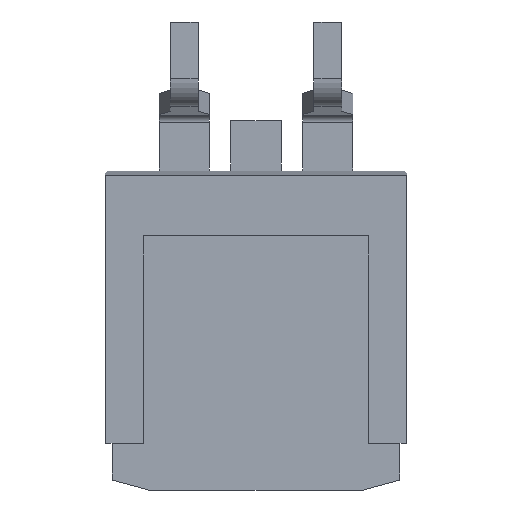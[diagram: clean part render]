
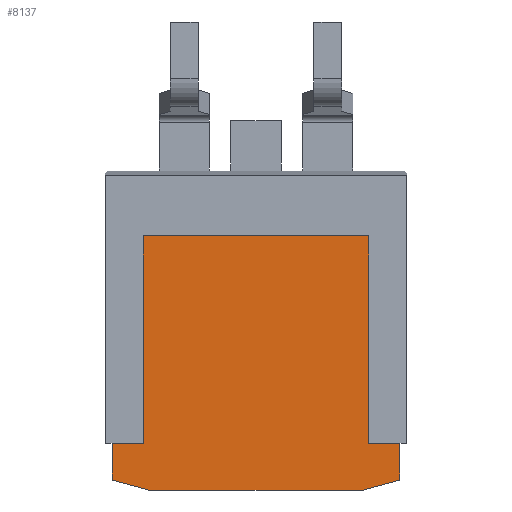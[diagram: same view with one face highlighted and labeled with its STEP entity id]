
A CAD part, front view. The second image highlights one B-rep face of the part: STEP entity #8137.
In plain terms, the highlighted planar face has unit normal (0, -1, 0).
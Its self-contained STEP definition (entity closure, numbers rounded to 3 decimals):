
#170=DIRECTION('',(-1.,0.,0.));
#171=VECTOR('',#170,7.588);
#172=CARTESIAN_POINT('',(3.794,-0.01,-6.475));
#173=LINE('',#172,#171);
#177=DIRECTION('',(-0.966,0.,0.259));
#178=VECTOR('',#177,1.352);
#179=CARTESIAN_POINT('',(-3.794,-0.01,-6.475));
#180=LINE('',#179,#178);
#184=DIRECTION('',(0.,0.,1.));
#185=VECTOR('',#184,1.3);
#186=CARTESIAN_POINT('',(-5.1,-0.01,-6.125));
#187=LINE('',#186,#185);
#191=DIRECTION('',(1.,0.,0.));
#192=VECTOR('',#191,1.1);
#193=CARTESIAN_POINT('',(-5.1,-0.01,-4.825));
#194=LINE('',#193,#192);
#198=DIRECTION('',(0.,0.,1.));
#199=VECTOR('',#198,7.35);
#200=CARTESIAN_POINT('',(-4.,-0.01,-4.825));
#201=LINE('',#200,#199);
#205=DIRECTION('',(1.,0.,0.));
#206=VECTOR('',#205,8.);
#207=CARTESIAN_POINT('',(-4.,-0.01,2.525));
#208=LINE('',#207,#206);
#212=DIRECTION('',(0.,0.,-1.));
#213=VECTOR('',#212,7.35);
#214=CARTESIAN_POINT('',(4.,-0.01,2.525));
#215=LINE('',#214,#213);
#219=DIRECTION('',(1.,0.,0.));
#220=VECTOR('',#219,1.1);
#221=CARTESIAN_POINT('',(4.,-0.01,-4.825));
#222=LINE('',#221,#220);
#226=DIRECTION('',(0.,0.,-1.));
#227=VECTOR('',#226,1.3);
#228=CARTESIAN_POINT('',(5.1,-0.01,-4.825));
#229=LINE('',#228,#227);
#233=DIRECTION('',(-0.966,0.,-0.259));
#234=VECTOR('',#233,1.352);
#235=CARTESIAN_POINT('',(5.1,-0.01,-6.125));
#236=LINE('',#235,#234);
#7632=CARTESIAN_POINT('',(3.794,-0.01,-6.475));
#7633=CARTESIAN_POINT('',(-3.794,-0.01,-6.475));
#7634=VERTEX_POINT('',#7632);
#7635=VERTEX_POINT('',#7633);
#7636=CARTESIAN_POINT('',(-5.1,-0.01,-6.125));
#7637=VERTEX_POINT('',#7636);
#7638=CARTESIAN_POINT('',(-5.1,-0.01,-4.825));
#7639=VERTEX_POINT('',#7638);
#7640=CARTESIAN_POINT('',(-4.,-0.01,-4.825));
#7641=VERTEX_POINT('',#7640);
#7642=CARTESIAN_POINT('',(-4.,-0.01,2.525));
#7643=VERTEX_POINT('',#7642);
#7644=CARTESIAN_POINT('',(4.,-0.01,2.525));
#7645=VERTEX_POINT('',#7644);
#7646=CARTESIAN_POINT('',(4.,-0.01,-4.825));
#7647=VERTEX_POINT('',#7646);
#7648=CARTESIAN_POINT('',(5.1,-0.01,-4.825));
#7649=VERTEX_POINT('',#7648);
#7650=CARTESIAN_POINT('',(5.1,-0.01,-6.125));
#7651=VERTEX_POINT('',#7650);
#8117=CARTESIAN_POINT('',(0.,-0.01,0.));
#8118=DIRECTION('',(0.,1.,0.));
#8119=DIRECTION('',(1.,0.,0.));
#8120=AXIS2_PLACEMENT_3D('',#8117,#8118,#8119);
#8121=PLANE('',#8120);
#8123=ORIENTED_EDGE('',*,*,#8122,.T.);
#8125=ORIENTED_EDGE('',*,*,#8124,.T.);
#8126=ORIENTED_EDGE('',*,*,#8108,.T.);
#8127=ORIENTED_EDGE('',*,*,#7968,.T.);
#8128=ORIENTED_EDGE('',*,*,#7983,.T.);
#8129=ORIENTED_EDGE('',*,*,#7997,.T.);
#8130=ORIENTED_EDGE('',*,*,#8011,.T.);
#8131=ORIENTED_EDGE('',*,*,#8025,.T.);
#8132=ORIENTED_EDGE('',*,*,#8042,.T.);
#8134=ORIENTED_EDGE('',*,*,#8133,.T.);
#8135=EDGE_LOOP('',(#8123,#8125,#8126,#8127,#8128,#8129,#8130,#8131,#8132,
#8134));
#8136=FACE_OUTER_BOUND('',#8135,.F.);
#8137=ADVANCED_FACE('',(#8136),#8121,.F.);
#7968=EDGE_CURVE('',#7639,#7641,#194,.T.);
#7983=EDGE_CURVE('',#7641,#7643,#201,.T.);
#7997=EDGE_CURVE('',#7643,#7645,#208,.T.);
#8011=EDGE_CURVE('',#7645,#7647,#215,.T.);
#8025=EDGE_CURVE('',#7647,#7649,#222,.T.);
#8042=EDGE_CURVE('',#7649,#7651,#229,.T.);
#8108=EDGE_CURVE('',#7637,#7639,#187,.T.);
#8122=EDGE_CURVE('',#7634,#7635,#173,.T.);
#8124=EDGE_CURVE('',#7635,#7637,#180,.T.);
#8133=EDGE_CURVE('',#7651,#7634,#236,.T.);
